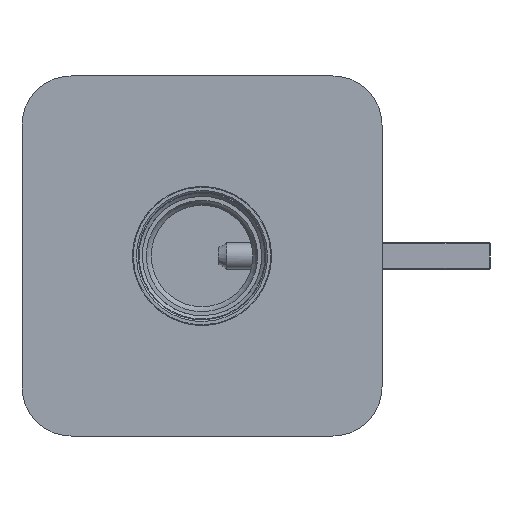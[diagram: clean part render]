
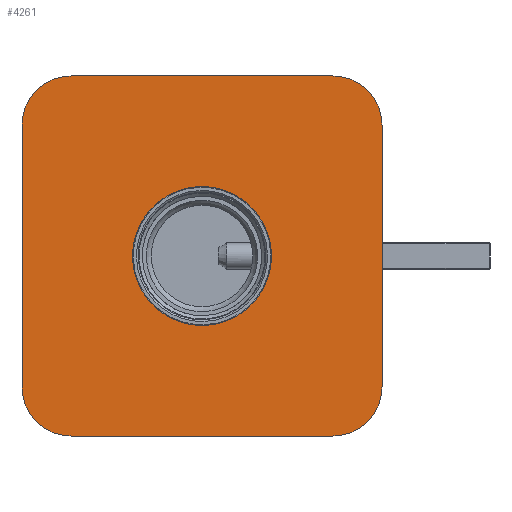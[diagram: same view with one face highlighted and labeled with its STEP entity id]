
A CAD part, left-side view. The second image highlights one B-rep face of the part: STEP entity #4261.
In plain terms, the highlighted planar face has unit normal (-1, 0, 0).
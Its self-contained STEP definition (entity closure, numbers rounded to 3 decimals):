
#6 = DIRECTION ( 'NONE',  ( 0., 0., -1. ) ) ;
#15 = CARTESIAN_POINT ( 'NONE',  ( 21.5, -70., -55. ) ) ;
#17 = AXIS2_PLACEMENT_3D ( 'NONE', #1103, #4392, #2675 ) ;
#155 = CARTESIAN_POINT ( 'NONE',  ( 21.5, -85., 40. ) ) ;
#166 = DIRECTION ( 'NONE',  ( 0., 0., 1. ) ) ;
#188 = CARTESIAN_POINT ( 'NONE',  ( 21.5, 25., -55. ) ) ;
#386 = CARTESIAN_POINT ( 'NONE',  ( 21.5, -70., 55. ) ) ;
#473 = AXIS2_PLACEMENT_3D ( 'NONE', #3736, #590, #2114 ) ;
#481 = DIRECTION ( 'NONE',  ( -1., 0., 0. ) ) ;
#524 = DIRECTION ( 'NONE',  ( 0., 0., 1. ) ) ;
#542 = VERTEX_POINT ( 'NONE', #5070 ) ;
#586 = EDGE_CURVE ( 'NONE', #3813, #1906, #2240, .T. ) ;
#590 = DIRECTION ( 'NONE',  ( -1., 0., 0. ) ) ;
#622 = EDGE_CURVE ( 'NONE', #1879, #3335, #1320, .T. ) ;
#724 = AXIS2_PLACEMENT_3D ( 'NONE', #1352, #481, #166 ) ;
#884 = AXIS2_PLACEMENT_3D ( 'NONE', #2820, #3392, #524 ) ;
#1012 = CARTESIAN_POINT ( 'NONE',  ( 21.5, -30., 21.25 ) ) ;
#1103 = CARTESIAN_POINT ( 'NONE',  ( 21.5, -70., 40. ) ) ;
#1148 = CARTESIAN_POINT ( 'NONE',  ( 21.5, -85., -55. ) ) ;
#1320 = LINE ( 'NONE', #188, #4025 ) ;
#1321 = EDGE_CURVE ( 'NONE', #2625, #1466, #2000, .T. ) ;
#1352 = CARTESIAN_POINT ( 'NONE',  ( 21.5, -30., 0. ) ) ;
#1388 = CARTESIAN_POINT ( 'NONE',  ( 21.5, 25., 40. ) ) ;
#1448 = ORIENTED_EDGE ( 'NONE', *, *, #2790, .T. ) ;
#1466 = VERTEX_POINT ( 'NONE', #386 ) ;
#1496 = VERTEX_POINT ( 'NONE', #4070 ) ;
#1504 = CARTESIAN_POINT ( 'NONE',  ( 21.5, -85., 55. ) ) ;
#1841 = VERTEX_POINT ( 'NONE', #1012 ) ;
#1879 = VERTEX_POINT ( 'NONE', #4525 ) ;
#1906 = VERTEX_POINT ( 'NONE', #1388 ) ;
#2000 = CIRCLE ( 'NONE', #17, 15. ) ;
#2099 = DIRECTION ( 'NONE',  ( 0., -1., 0. ) ) ;
#2114 = DIRECTION ( 'NONE',  ( 0., 0., 1. ) ) ;
#2240 = CIRCLE ( 'NONE', #2923, 15. ) ;
#2317 = DIRECTION ( 'NONE',  ( 0., 1., 0. ) ) ;
#2361 = EDGE_CURVE ( 'NONE', #1496, #1879, #2966, .T. ) ;
#2408 = EDGE_CURVE ( 'NONE', #1841, #1841, #3810, .T. ) ;
#2429 = AXIS2_PLACEMENT_3D ( 'NONE', #4794, #4401, #2845 ) ;
#2470 = FACE_OUTER_BOUND ( 'NONE', #3694, .T. ) ;
#2527 = ORIENTED_EDGE ( 'NONE', *, *, #2965, .T. ) ;
#2625 = VERTEX_POINT ( 'NONE', #155 ) ;
#2675 = DIRECTION ( 'NONE',  ( 0., 0., 1. ) ) ;
#2755 = EDGE_CURVE ( 'NONE', #542, #2625, #3156, .T. ) ;
#2776 = LINE ( 'NONE', #1504, #4058 ) ;
#2780 = ORIENTED_EDGE ( 'NONE', *, *, #2361, .T. ) ;
#2790 = EDGE_CURVE ( 'NONE', #1466, #3813, #2776, .T. ) ;
#2820 = CARTESIAN_POINT ( 'NONE',  ( 21.5, 10., -40. ) ) ;
#2845 = DIRECTION ( 'NONE',  ( 0., 0., 1. ) ) ;
#2852 = LINE ( 'NONE', #4499, #2931 ) ;
#2881 = ORIENTED_EDGE ( 'NONE', *, *, #2408, .F. ) ;
#2885 = DIRECTION ( 'NONE',  ( 0., 0., 1. ) ) ;
#2888 = VECTOR ( 'NONE', #4665, 1000. ) ;
#2923 = AXIS2_PLACEMENT_3D ( 'NONE', #4139, #4876, #2885 ) ;
#2931 = VECTOR ( 'NONE', #6, 1000. ) ;
#2965 = EDGE_CURVE ( 'NONE', #1906, #1496, #2852, .T. ) ;
#2966 = CIRCLE ( 'NONE', #884, 15. ) ;
#3018 = FACE_BOUND ( 'NONE', #5089, .T. ) ;
#3065 = ORIENTED_EDGE ( 'NONE', *, *, #586, .T. ) ;
#3116 = EDGE_CURVE ( 'NONE', #3335, #542, #3205, .T. ) ;
#3156 = LINE ( 'NONE', #1148, #2888 ) ;
#3205 = CIRCLE ( 'NONE', #2429, 15. ) ;
#3335 = VERTEX_POINT ( 'NONE', #15 ) ;
#3392 = DIRECTION ( 'NONE',  ( -1., 0., 0. ) ) ;
#3550 = ORIENTED_EDGE ( 'NONE', *, *, #2755, .T. ) ;
#3694 = EDGE_LOOP ( 'NONE', ( #1448, #3065, #2527, #2780, #4484, #3744, #3550, #5062 ) ) ;
#3712 = PLANE ( 'NONE',  #473 ) ;
#3736 = CARTESIAN_POINT ( 'NONE',  ( 21.5, -30., 0. ) ) ;
#3744 = ORIENTED_EDGE ( 'NONE', *, *, #3116, .T. ) ;
#3810 = CIRCLE ( 'NONE', #724, 21.25 ) ;
#3813 = VERTEX_POINT ( 'NONE', #4021 ) ;
#4021 = CARTESIAN_POINT ( 'NONE',  ( 21.5, 10., 55. ) ) ;
#4025 = VECTOR ( 'NONE', #2099, 1000. ) ;
#4058 = VECTOR ( 'NONE', #2317, 1000. ) ;
#4070 = CARTESIAN_POINT ( 'NONE',  ( 21.5, 25., -40. ) ) ;
#4139 = CARTESIAN_POINT ( 'NONE',  ( 21.5, 10., 40. ) ) ;
#4261 = ADVANCED_FACE ( 'NONE', ( #3018, #2470 ), #3712, .T. ) ;
#4392 = DIRECTION ( 'NONE',  ( -1., 0., 0. ) ) ;
#4401 = DIRECTION ( 'NONE',  ( -1., 0., 0. ) ) ;
#4484 = ORIENTED_EDGE ( 'NONE', *, *, #622, .T. ) ;
#4499 = CARTESIAN_POINT ( 'NONE',  ( 21.5, 25., 55. ) ) ;
#4525 = CARTESIAN_POINT ( 'NONE',  ( 21.5, 10., -55. ) ) ;
#4665 = DIRECTION ( 'NONE',  ( 0., 0., 1. ) ) ;
#4794 = CARTESIAN_POINT ( 'NONE',  ( 21.5, -70., -40. ) ) ;
#4876 = DIRECTION ( 'NONE',  ( -1., 0., 0. ) ) ;
#5062 = ORIENTED_EDGE ( 'NONE', *, *, #1321, .T. ) ;
#5070 = CARTESIAN_POINT ( 'NONE',  ( 21.5, -85., -40. ) ) ;
#5089 = EDGE_LOOP ( 'NONE', ( #2881 ) ) ;
